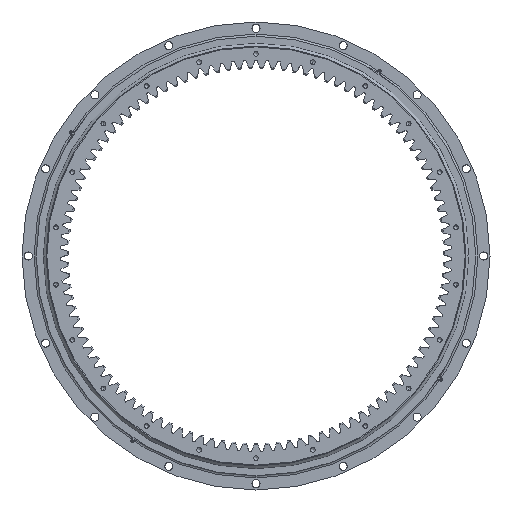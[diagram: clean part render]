
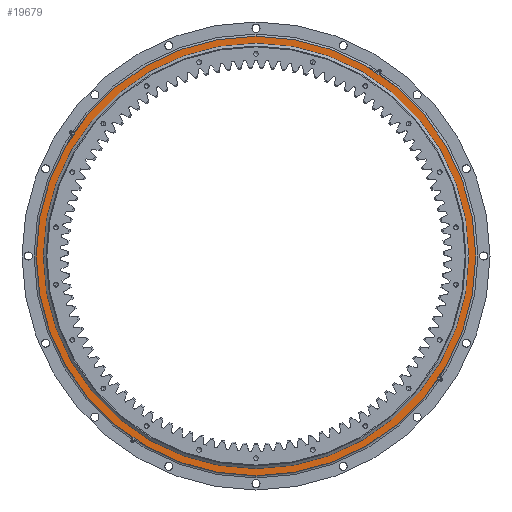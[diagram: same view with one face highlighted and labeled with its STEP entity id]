
A CAD part, front view. The second image highlights one B-rep face of the part: STEP entity #19679.
In plain terms, the highlighted planar face has unit normal (0, -1, 0).
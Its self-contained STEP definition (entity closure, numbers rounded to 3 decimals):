
#1195 = EDGE_LOOP ( 'NONE', ( #26131, #4762 ) ) ;
#4762 = ORIENTED_EDGE ( 'NONE', *, *, #19742, .F. ) ;
#5290 = CARTESIAN_POINT ( 'NONE',  ( 0., -18., 524. ) ) ;
#7909 = CARTESIAN_POINT ( 'NONE',  ( 0., -18., -472.75 ) ) ;
#8118 = AXIS2_PLACEMENT_3D ( 'NONE', #26830, #12855, #29198 ) ;
#9115 = DIRECTION ( 'NONE',  ( 0., -1., 0. ) ) ;
#11228 = EDGE_CURVE ( 'NONE', #26749, #13611, #16968, .T. ) ;
#11873 = DIRECTION ( 'NONE',  ( 0., -1., 0. ) ) ;
#12343 = ORIENTED_EDGE ( 'NONE', *, *, #17405, .T. ) ;
#12436 = DIRECTION ( 'NONE',  ( 0., 1., 0. ) ) ;
#12855 = DIRECTION ( 'NONE',  ( 0., -1., 0. ) ) ;
#13357 = AXIS2_PLACEMENT_3D ( 'NONE', #13688, #30009, #16082 ) ;
#13611 = VERTEX_POINT ( 'NONE', #15613 ) ;
#13688 = CARTESIAN_POINT ( 'NONE',  ( 0., -18., 0. ) ) ;
#14467 = CIRCLE ( 'NONE', #27794, 492. ) ;
#15613 = CARTESIAN_POINT ( 'NONE',  ( 0., -18., 492. ) ) ;
#15887 = FACE_OUTER_BOUND ( 'NONE', #30202, .T. ) ;
#16082 = DIRECTION ( 'NONE',  ( 0., 0., -1. ) ) ;
#16968 = CIRCLE ( 'NONE', #13357, 492. ) ;
#17405 = EDGE_CURVE ( 'NONE', #13611, #26749, #14467, .T. ) ;
#19679 = ADVANCED_FACE ( 'NONE', ( #22752, #15887 ), #26414, .F. ) ;
#19742 = EDGE_CURVE ( 'NONE', #27474, #24716, #26030, .T. ) ;
#20716 = ORIENTED_EDGE ( 'NONE', *, *, #11228, .T. ) ;
#22299 = CARTESIAN_POINT ( 'NONE',  ( 0., -18., 472.75 ) ) ;
#22752 = FACE_BOUND ( 'NONE', #1195, .T. ) ;
#23147 = CARTESIAN_POINT ( 'NONE',  ( 0., -18., 0. ) ) ;
#24340 = AXIS2_PLACEMENT_3D ( 'NONE', #25872, #11873, #28221 ) ;
#24716 = VERTEX_POINT ( 'NONE', #22299 ) ;
#25505 = DIRECTION ( 'NONE',  ( 0., 0., -1. ) ) ;
#25872 = CARTESIAN_POINT ( 'NONE',  ( 0., -18., 0. ) ) ;
#25973 = AXIS2_PLACEMENT_3D ( 'NONE', #5290, #12436, #28791 ) ;
#26030 = CIRCLE ( 'NONE', #8118, 472.75 ) ;
#26131 = ORIENTED_EDGE ( 'NONE', *, *, #27813, .F. ) ;
#26414 = PLANE ( 'NONE',  #25973 ) ;
#26749 = VERTEX_POINT ( 'NONE', #28020 ) ;
#26830 = CARTESIAN_POINT ( 'NONE',  ( 0., -18., 0. ) ) ;
#27474 = VERTEX_POINT ( 'NONE', #7909 ) ;
#27794 = AXIS2_PLACEMENT_3D ( 'NONE', #23147, #9115, #25505 ) ;
#27813 = EDGE_CURVE ( 'NONE', #24716, #27474, #28400, .T. ) ;
#28020 = CARTESIAN_POINT ( 'NONE',  ( 0., -18., -492. ) ) ;
#28221 = DIRECTION ( 'NONE',  ( 0., 0., 1. ) ) ;
#28400 = CIRCLE ( 'NONE', #24340, 472.75 ) ;
#28791 = DIRECTION ( 'NONE',  ( 0., 0., -1. ) ) ;
#29198 = DIRECTION ( 'NONE',  ( 0., 0., 1. ) ) ;
#30009 = DIRECTION ( 'NONE',  ( 0., -1., 0. ) ) ;
#30202 = EDGE_LOOP ( 'NONE', ( #12343, #20716 ) ) ;
